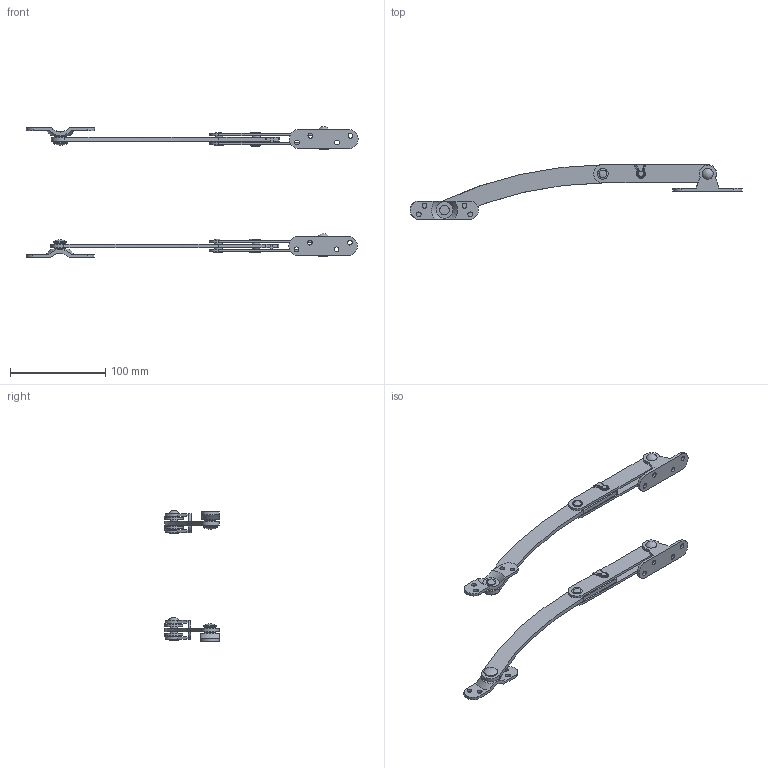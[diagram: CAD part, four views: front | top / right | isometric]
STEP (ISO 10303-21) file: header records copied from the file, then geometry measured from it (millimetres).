
FILE_DESCRIPTION(/* description */ (''),/* implementation_level */ '2;1');
FILE_NAME(/* name */ 'DR_SY-7.stp',/* time_stamp */ '2024-06-14T10:31:25+09:00',/* author */ ('user'),/* organization */ (''),/* preprocessor_version */ 'ST-DEVELOPER v15.6',/* originating_system */ 'Autodesk Inventor 2015',/* authorisation */ '');
FILE_SCHEMA (('AUTOMOTIVE_DESIGN { 1 0 10303 214 3 1 1 }'));
Length unit declared in the file: millimetre
Products named in the file (11): DR_SY-7_P-1; DR_SY-7_P-2; SY-7_BK-1(RING); SY-7_BK-1; SY-7_BK-2(RING); SY-7_BK-2; SY-7_BK-3(RING); SY-7_W; DR_SY-7-L; DR_SY-7-R; DR_SY-7
Bounding box: 348.14 x 57.14 x 137.16 mm (x, y, z)
Volume: 83418.2 mm3; surface area: 65781 mm2
Topology: 20 solids, 20 shells, 318 faces, 806 edges, 532 vertices
Faces by surface type: plane 146, cylinder 116, bspline 24, torus 16, sphere 10, cone 6
Full cylindrical faces by diameter (mm): 5 x16, 7.8 x4, 8 x24, 9.7 x4, 10 x2, 12 x4, 14.5 x2
Entity records: 5182 total; most frequent: CARTESIAN_POINT 1316, DIRECTION 776, ORIENTED_EDGE 674, EDGE_CURVE 337, AXIS2_PLACEMENT_3D 301, VERTEX_POINT 239, EDGE_LOOP 230, LINE 174
